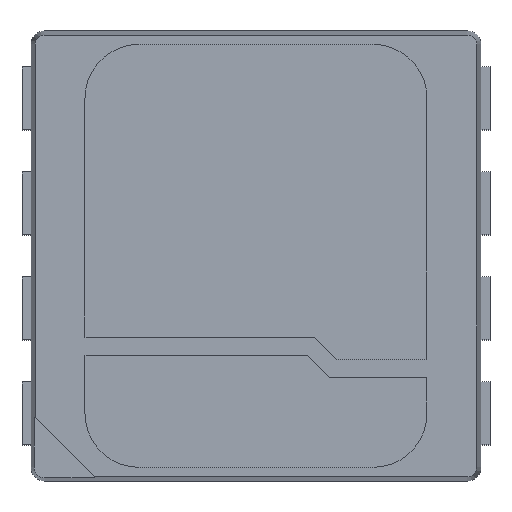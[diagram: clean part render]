
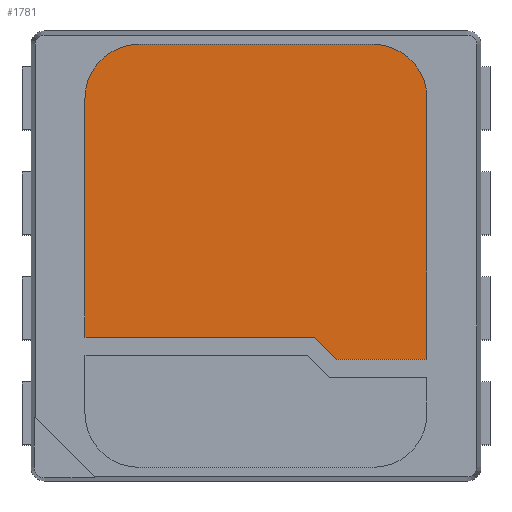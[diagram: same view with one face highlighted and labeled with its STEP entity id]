
A CAD part, top view. The second image highlights one B-rep face of the part: STEP entity #1781.
In plain terms, the highlighted planar face has unit normal (0, 0, 1).
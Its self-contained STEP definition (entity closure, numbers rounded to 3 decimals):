
#21=CIRCLE('',#1886,0.6);
#23=CIRCLE('',#1890,0.6);
#112=FACE_OUTER_BOUND('',#206,.T.);
#206=EDGE_LOOP('',(#1380,#1381,#1382,#1383,#1384,#1385,#1386,#1387));
#394=LINE('',#2713,#620);
#398=LINE('',#2720,#624);
#401=LINE('',#2726,#627);
#405=LINE('',#2738,#631);
#409=LINE('',#2750,#635);
#411=LINE('',#2753,#637);
#620=VECTOR('',#2211,10.);
#624=VECTOR('',#2217,10.);
#627=VECTOR('',#2222,10.);
#631=VECTOR('',#2234,10.);
#635=VECTOR('',#2246,10.);
#637=VECTOR('',#2250,10.);
#792=VERTEX_POINT('',#2710);
#793=VERTEX_POINT('',#2712);
#795=VERTEX_POINT('',#2718);
#797=VERTEX_POINT('',#2724);
#799=VERTEX_POINT('',#2730);
#801=VERTEX_POINT('',#2736);
#803=VERTEX_POINT('',#2742);
#805=VERTEX_POINT('',#2748);
#1002=EDGE_CURVE('',#792,#793,#394,.T.);
#1006=EDGE_CURVE('',#795,#792,#398,.T.);
#1009=EDGE_CURVE('',#797,#795,#401,.T.);
#1012=EDGE_CURVE('',#799,#797,#21,.T.);
#1015=EDGE_CURVE('',#801,#799,#405,.T.);
#1018=EDGE_CURVE('',#803,#801,#23,.T.);
#1021=EDGE_CURVE('',#805,#803,#409,.T.);
#1023=EDGE_CURVE('',#793,#805,#411,.T.);
#1380=ORIENTED_EDGE('',*,*,#1023,.F.);
#1381=ORIENTED_EDGE('',*,*,#1002,.F.);
#1382=ORIENTED_EDGE('',*,*,#1006,.F.);
#1383=ORIENTED_EDGE('',*,*,#1009,.F.);
#1384=ORIENTED_EDGE('',*,*,#1012,.F.);
#1385=ORIENTED_EDGE('',*,*,#1015,.F.);
#1386=ORIENTED_EDGE('',*,*,#1018,.F.);
#1387=ORIENTED_EDGE('',*,*,#1021,.F.);
#1646=PLANE('',#1893);
#1781=ADVANCED_FACE('',(#112),#1646,.T.);
#1886=AXIS2_PLACEMENT_3D('',#2732,#2228,#2229);
#1890=AXIS2_PLACEMENT_3D('',#2744,#2240,#2241);
#1893=AXIS2_PLACEMENT_3D('',#2754,#2251,#2252);
#2211=DIRECTION('',(-0.707,0.707,0.));
#2217=DIRECTION('',(-1.,0.,0.));
#2222=DIRECTION('',(0.,-1.,0.));
#2228=DIRECTION('center_axis',(0.,0.,-1.));
#2229=DIRECTION('ref_axis',(1.,0.,0.));
#2234=DIRECTION('',(1.,0.,0.));
#2240=DIRECTION('center_axis',(0.,0.,-1.));
#2241=DIRECTION('ref_axis',(0.,1.,0.));
#2246=DIRECTION('',(0.,1.,0.));
#2250=DIRECTION('',(-1.,0.,0.));
#2251=DIRECTION('center_axis',(0.,0.,1.));
#2252=DIRECTION('ref_axis',(-1.,0.,0.));
#2710=CARTESIAN_POINT('',(0.9,-1.15,1.19));
#2712=CARTESIAN_POINT('',(0.653,-0.903,1.19));
#2713=CARTESIAN_POINT('',(0.653,-0.903,1.19));
#2718=CARTESIAN_POINT('',(1.9,-1.15,1.19));
#2720=CARTESIAN_POINT('',(0.9,-1.15,1.19));
#2724=CARTESIAN_POINT('',(1.9,1.75,1.19));
#2726=CARTESIAN_POINT('',(1.9,1.75,1.19));
#2730=CARTESIAN_POINT('',(1.3,2.35,1.19));
#2732=CARTESIAN_POINT('Origin',(1.3,1.75,1.19));
#2736=CARTESIAN_POINT('',(-1.3,2.35,1.19));
#2738=CARTESIAN_POINT('',(-1.3,2.35,1.19));
#2742=CARTESIAN_POINT('',(-1.9,1.75,1.19));
#2744=CARTESIAN_POINT('Origin',(-1.3,1.75,1.19));
#2748=CARTESIAN_POINT('',(-1.9,-0.903,1.19));
#2750=CARTESIAN_POINT('',(-1.9,-1.75,1.19));
#2753=CARTESIAN_POINT('',(-1.9,-0.903,1.19));
#2754=CARTESIAN_POINT('Origin',(0.,0.6,1.19));
